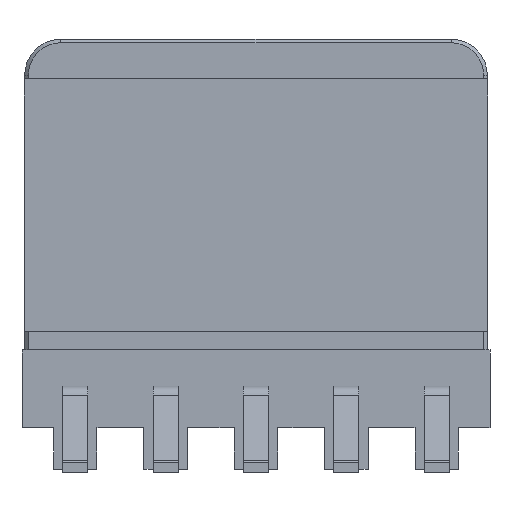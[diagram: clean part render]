
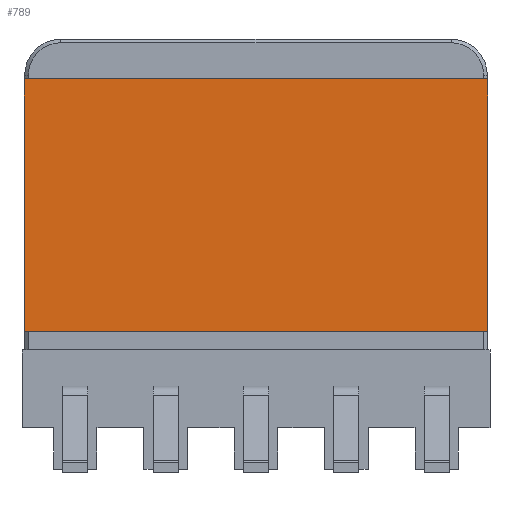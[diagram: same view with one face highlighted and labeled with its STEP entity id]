
A CAD part, front view. The second image highlights one B-rep face of the part: STEP entity #789.
In plain terms, the highlighted planar face has unit normal (0, -1, 0).
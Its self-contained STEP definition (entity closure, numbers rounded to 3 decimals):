
#143 = VERTEX_POINT('',#144);
#144 = CARTESIAN_POINT('',(6.41,-6.61,3.9));
#150 = EDGE_CURVE('',#143,#151,#153,.T.);
#151 = VERTEX_POINT('',#152);
#152 = CARTESIAN_POINT('',(-6.41,-6.61,3.9));
#153 = LINE('',#154,#155);
#154 = CARTESIAN_POINT('',(6.41,-6.61,3.9));
#155 = VECTOR('',#156,1.);
#156 = DIRECTION('',(-1.,0.,0.));
#745 = EDGE_CURVE('',#151,#746,#748,.T.);
#746 = VERTEX_POINT('',#747);
#747 = CARTESIAN_POINT('',(-6.41,-6.61,10.9));
#748 = LINE('',#749,#750);
#749 = CARTESIAN_POINT('',(-6.41,-6.61,3.9));
#750 = VECTOR('',#751,1.);
#751 = DIRECTION('',(0.,0.,1.));
#771 = VERTEX_POINT('',#772);
#772 = CARTESIAN_POINT('',(6.41,-6.61,10.9));
#778 = EDGE_CURVE('',#143,#771,#779,.T.);
#779 = LINE('',#780,#781);
#780 = CARTESIAN_POINT('',(6.41,-6.61,3.9));
#781 = VECTOR('',#782,1.);
#782 = DIRECTION('',(0.,0.,1.));
#789 = ADVANCED_FACE('',(#790),#801,.T.);
#790 = FACE_BOUND('',#791,.T.);
#791 = EDGE_LOOP('',(#792,#793,#799,#800));
#792 = ORIENTED_EDGE('',*,*,#778,.T.);
#793 = ORIENTED_EDGE('',*,*,#794,.T.);
#794 = EDGE_CURVE('',#771,#746,#795,.T.);
#795 = LINE('',#796,#797);
#796 = CARTESIAN_POINT('',(6.41,-6.61,10.9));
#797 = VECTOR('',#798,1.);
#798 = DIRECTION('',(-1.,0.,0.));
#799 = ORIENTED_EDGE('',*,*,#745,.F.);
#800 = ORIENTED_EDGE('',*,*,#150,.F.);
#801 = PLANE('',#802);
#802 = AXIS2_PLACEMENT_3D('',#803,#804,#805);
#803 = CARTESIAN_POINT('',(6.41,-6.61,3.9));
#804 = DIRECTION('',(0.,-1.,0.));
#805 = DIRECTION('',(-1.,0.,0.));
